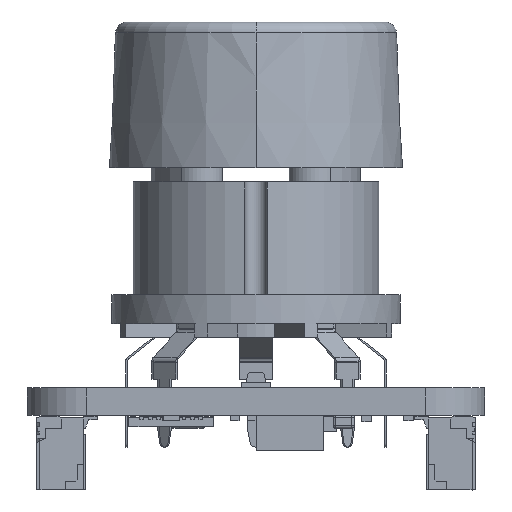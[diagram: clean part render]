
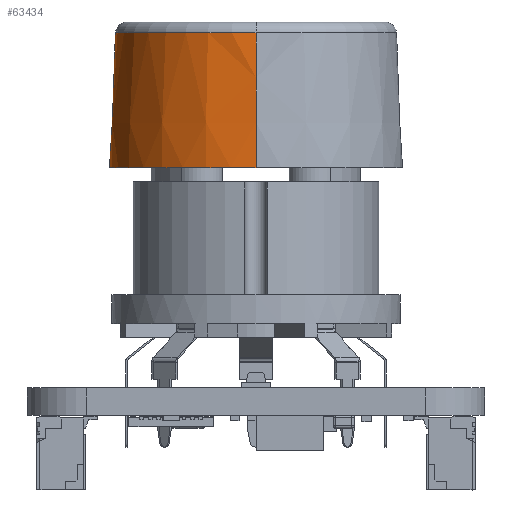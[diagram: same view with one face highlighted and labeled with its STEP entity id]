
A CAD part, front view. The second image highlights one B-rep face of the part: STEP entity #63434.
In plain terms, the highlighted face is a revolution surface.
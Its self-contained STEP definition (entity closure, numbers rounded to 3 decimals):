
#63412 = EDGE_CURVE('',#63413,#63415,#63417,.T.);
#63413 = VERTEX_POINT('',#63414);
#63414 = CARTESIAN_POINT('',(0.,1.,8.65));
#63415 = VERTEX_POINT('',#63416);
#63416 = CARTESIAN_POINT('',(0.,1.,-8.65));
#63417 = CIRCLE('',#63418,8.65);
#63418 = AXIS2_PLACEMENT_3D('',#63419,#63420,#63421);
#63419 = CARTESIAN_POINT('',(0.,1.,0.));
#63420 = DIRECTION('',(-0.,1.,0.));
#63421 = DIRECTION('',(0.,0.,1.));
#63434 = ADVANCED_FACE('',(#63435),#63463,.F.);
#63435 = FACE_BOUND('',#63436,.F.);
#63436 = EDGE_LOOP('',(#63437,#63446,#63455,#63462));
#63437 = ORIENTED_EDGE('',*,*,#63438,.T.);
#63438 = EDGE_CURVE('',#63413,#63439,#63441,.T.);
#63439 = VERTEX_POINT('',#63440);
#63440 = CARTESIAN_POINT('',(0.,8.962,8.297));
#63441 = CIRCLE('',#63442,90.032);
#63442 = AXIS2_PLACEMENT_3D('',#63443,#63444,#63445);
#63443 = CARTESIAN_POINT('',(0.,1.,-81.382));
#63444 = DIRECTION('',(-1.,-0.,0.));
#63445 = DIRECTION('',(0.,0.,1.));
#63446 = ORIENTED_EDGE('',*,*,#63447,.T.);
#63447 = EDGE_CURVE('',#63439,#63448,#63450,.T.);
#63448 = VERTEX_POINT('',#63449);
#63449 = CARTESIAN_POINT('',(0.,8.962,
    -8.297));
#63450 = CIRCLE('',#63451,8.297);
#63451 = AXIS2_PLACEMENT_3D('',#63452,#63453,#63454);
#63452 = CARTESIAN_POINT('',(0.,8.962,0.));
#63453 = DIRECTION('',(-0.,1.,0.));
#63454 = DIRECTION('',(0.,0.,1.));
#63455 = ORIENTED_EDGE('',*,*,#63456,.F.);
#63456 = EDGE_CURVE('',#63415,#63448,#63457,.T.);
#63457 = CIRCLE('',#63458,90.032);
#63458 = AXIS2_PLACEMENT_3D('',#63459,#63460,#63461);
#63459 = CARTESIAN_POINT('',(0.,1.,81.382));
#63460 = DIRECTION('',(1.,0.,0.));
#63461 = DIRECTION('',(0.,0.,-1.));
#63462 = ORIENTED_EDGE('',*,*,#63412,.F.);
#63463 = SURFACE_OF_REVOLUTION('',#63464,#63470);
#63464 = B_SPLINE_CURVE_WITH_KNOTS('',4,(#63465,#63466,#63467,#63468,
    #63469),.UNSPECIFIED.,.F.,.F.,(5,5),(3.053,3.142),
  .PIECEWISE_BEZIER_KNOTS.);
#63465 = CARTESIAN_POINT('',(0.,8.962,-8.297));
#63466 = CARTESIAN_POINT('',(0.,6.977,-8.474));
#63467 = CARTESIAN_POINT('',(0.,4.986,-8.591));
#63468 = CARTESIAN_POINT('',(0.,2.993,-8.65));
#63469 = CARTESIAN_POINT('',(0.,1.,-8.65));
#63470 = AXIS1_PLACEMENT('',#63471,#63472);
#63471 = CARTESIAN_POINT('',(0.,1.,0.));
#63472 = DIRECTION('',(-0.,1.,0.));
